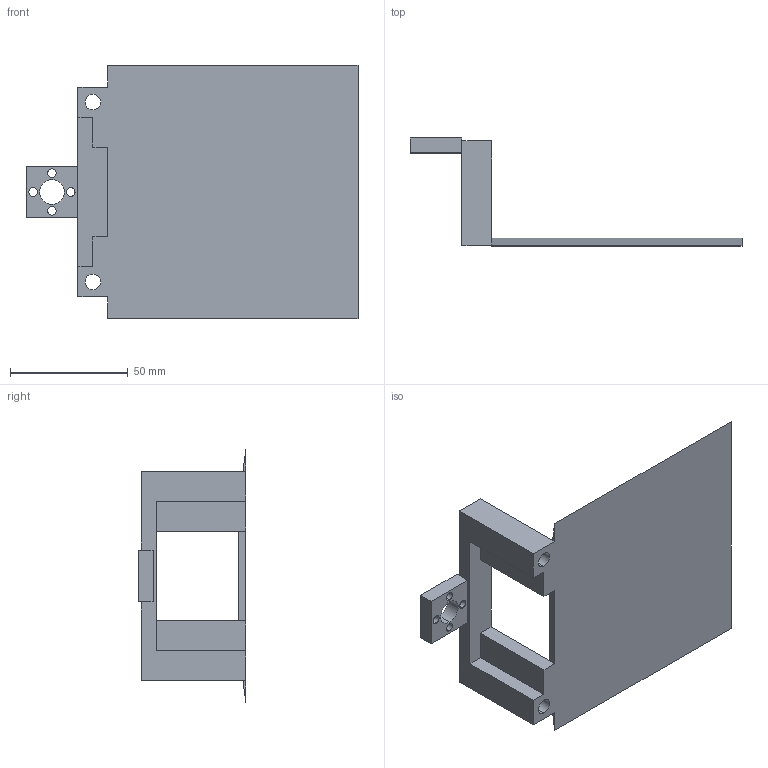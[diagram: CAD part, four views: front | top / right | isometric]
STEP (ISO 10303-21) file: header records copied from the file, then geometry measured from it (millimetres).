
FILE_DESCRIPTION (( 'STEP AP214' ), '1' );
FILE_NAME ('1x Elevator platform.STEP', '2024-06-19T22:12:14', ( '' ), ( '' ), 'SwSTEP 2.0', 'SolidWorks 2023', '' );
FILE_SCHEMA (( 'AUTOMOTIVE_DESIGN' ));
Length unit declared in the file: inch
Products named in the file (1): 1x Elevator platform
Bounding box: 140.87 x 45.72 x 107.44 mm (x, y, z)
Volume: 52921 mm3; surface area: 35732.6 mm2
Topology: 1 solids, 1 shells, 40 faces, 114 edges, 74 vertices
Faces by surface type: plane 26, cylinder 14
Entity records: 1357 total; most frequent: CARTESIAN_POINT 229, ORIENTED_EDGE 228, DIRECTION 224, EDGE_CURVE 114, LINE 86, VECTOR 86, VERTEX_POINT 74, AXIS2_PLACEMENT_3D 69
